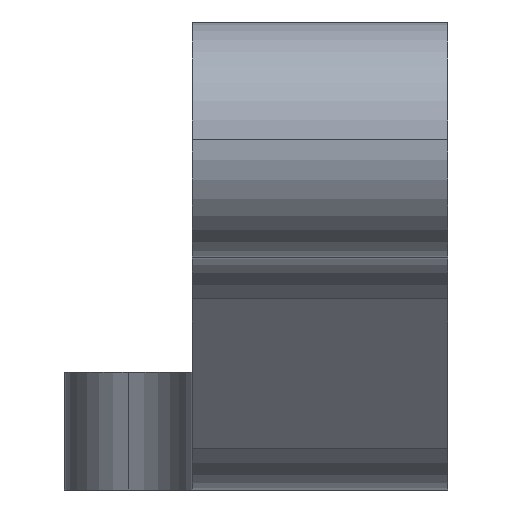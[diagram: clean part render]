
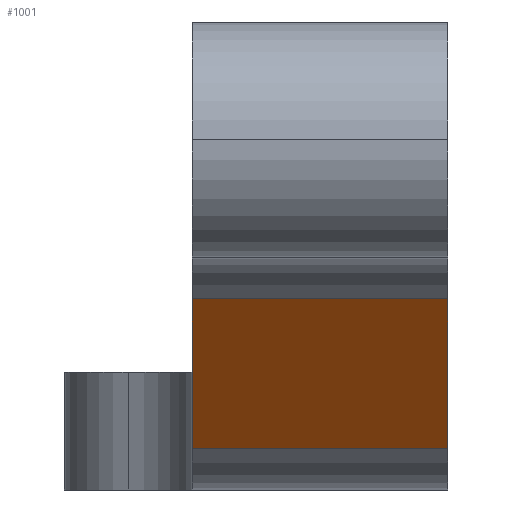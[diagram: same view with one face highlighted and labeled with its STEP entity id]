
A CAD part, left-side view. The second image highlights one B-rep face of the part: STEP entity #1001.
In plain terms, the highlighted planar face has unit normal (-0.76, 0, -0.65).
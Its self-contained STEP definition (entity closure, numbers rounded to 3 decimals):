
#10=DIRECTION('',(-0.65,0.,0.76));
#11=VECTOR('',#10,10.043);
#12=CARTESIAN_POINT('',(13.443,0.,-15.726));
#13=LINE('',#12,#11);
#249=DIRECTION('',(0.,-1.,0.));
#250=VECTOR('',#249,13.);
#251=CARTESIAN_POINT('',(13.443,13.,-15.726));
#252=LINE('',#251,#250);
#253=DIRECTION('',(0.,1.,0.));
#254=VECTOR('',#253,13.);
#255=CARTESIAN_POINT('',(6.91,0.,-8.097));
#256=LINE('',#255,#254);
#283=DIRECTION('',(-0.65,0.,0.76));
#284=VECTOR('',#283,10.043);
#285=CARTESIAN_POINT('',(13.443,13.,-15.726));
#286=LINE('',#285,#284);
#631=CARTESIAN_POINT('',(6.91,0.,-8.097));
#632=CARTESIAN_POINT('',(6.91,13.,-8.097));
#633=VERTEX_POINT('',#631);
#634=VERTEX_POINT('',#632);
#635=CARTESIAN_POINT('',(13.443,0.,-15.726));
#637=VERTEX_POINT('',#635);
#641=CARTESIAN_POINT('',(13.443,13.,-15.726));
#642=VERTEX_POINT('',#641);
#988=CARTESIAN_POINT('',(15.239,0.,-17.824));
#989=DIRECTION('',(-0.76,0.,-0.65));
#990=DIRECTION('',(-0.65,0.,0.76));
#991=AXIS2_PLACEMENT_3D('',#988,#989,#990);
#992=PLANE('',#991);
#994=ORIENTED_EDGE('',*,*,#993,.F.);
#996=ORIENTED_EDGE('',*,*,#995,.T.);
#997=ORIENTED_EDGE('',*,*,#981,.F.);
#998=ORIENTED_EDGE('',*,*,#678,.F.);
#999=EDGE_LOOP('',(#994,#996,#997,#998));
#1000=FACE_OUTER_BOUND('',#999,.F.);
#1001=ADVANCED_FACE('',(#1000),#992,.T.);
#678=EDGE_CURVE('',#637,#633,#13,.T.);
#981=EDGE_CURVE('',#633,#634,#256,.T.);
#993=EDGE_CURVE('',#642,#637,#252,.T.);
#995=EDGE_CURVE('',#642,#634,#286,.T.);
